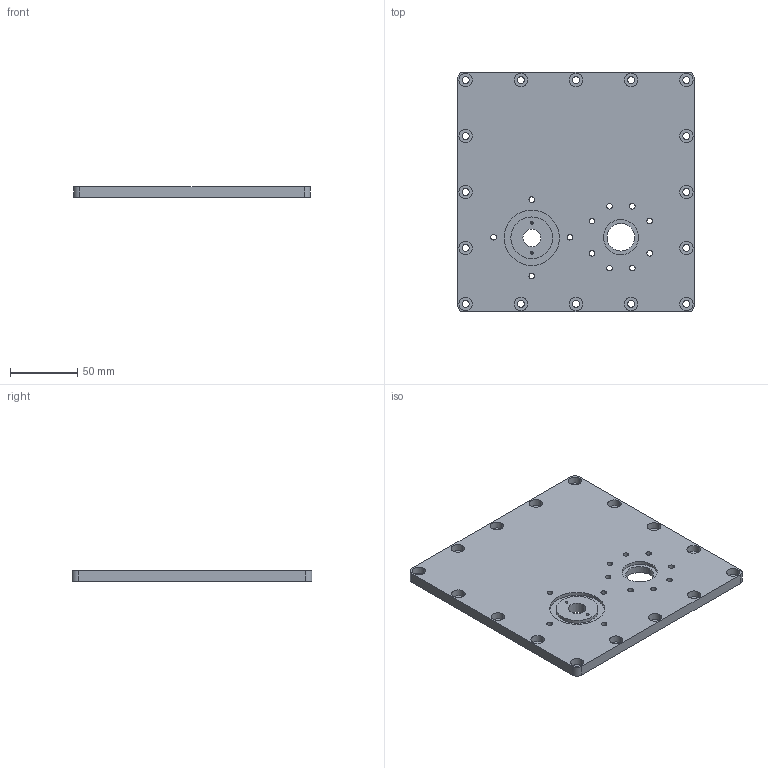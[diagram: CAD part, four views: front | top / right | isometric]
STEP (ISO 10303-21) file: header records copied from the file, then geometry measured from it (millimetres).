
FILE_DESCRIPTION (( 'STEP AP203' ), '1' );
FILE_NAME ('FrontPlate_V2.STEP', '2023-11-23T14:39:24', ( '' ), ( '' ), 'SwSTEP 2.0', 'SolidWorks 2020', '' );
FILE_SCHEMA (( 'CONFIG_CONTROL_DESIGN' ));
Length unit declared in the file: millimetre
Products named in the file (1): FrontPlate_V2
Bounding box: 176.58 x 179 x 8 mm (x, y, z)
Volume: 237991.4 mm3; surface area: 73067.1 mm2
Topology: 1 solids, 1 shells, 137 faces, 338 edges, 224 vertices
Faces by surface type: cylinder 106, plane 27, torus 4
Entity records: 4377 total; most frequent: DIRECTION 834, CARTESIAN_POINT 700, ORIENTED_EDGE 676, AXIS2_PLACEMENT_3D 358, EDGE_CURVE 338, VERTEX_POINT 224, CIRCLE 220, EDGE_LOOP 218
